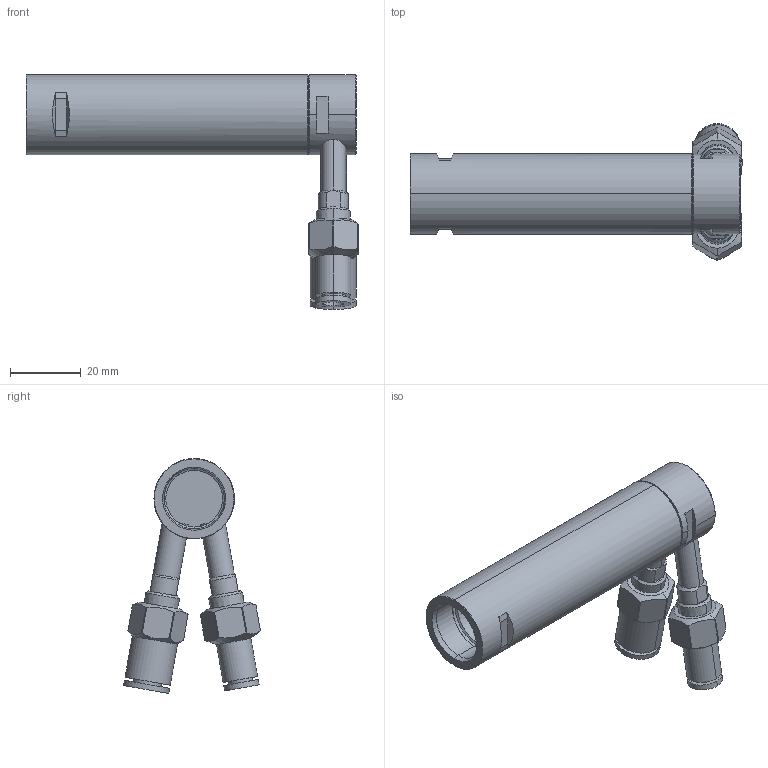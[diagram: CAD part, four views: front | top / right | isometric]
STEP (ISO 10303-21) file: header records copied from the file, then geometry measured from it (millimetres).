
FILE_DESCRIPTION (( 'STEP AP203' ), '1' );
FILE_NAME ('AM-600(RA).STEP', '2018-07-13T09:11:54', ( '' ), ( '' ), 'SwSTEP 2.0', 'SolidWorks 2013', '' );
FILE_SCHEMA (( 'CONFIG_CONTROL_DESIGN' ));
Length unit declared in the file: millimetre
Products named in the file (1): AM-600(RA)
Bounding box: 94.1 x 38.77 x 66.62 mm (x, y, z)
Surface area: 13366.1 mm2 (no closed solid volume)
Topology: 0 solids, 8 shells, 139 faces, 342 edges, 219 vertices
Faces by surface type: plane 54, cylinder 50, cone 35
Entity records: 5111 total; most frequent: CARTESIAN_POINT 1755, DIRECTION 711, ORIENTED_EDGE 650, EDGE_CURVE 342, AXIS2_PLACEMENT_3D 285, VERTEX_POINT 219, EDGE_LOOP 156, CIRCLE 145
